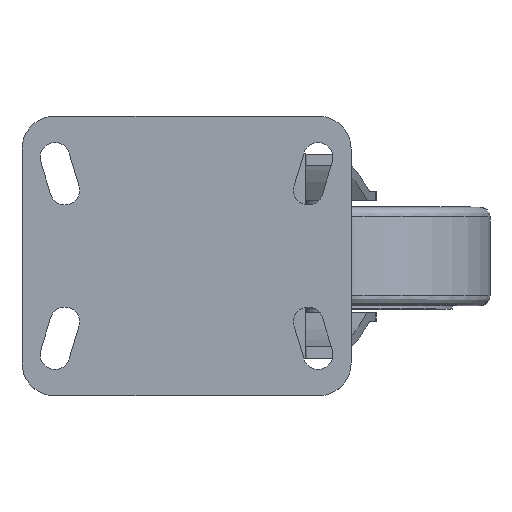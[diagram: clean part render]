
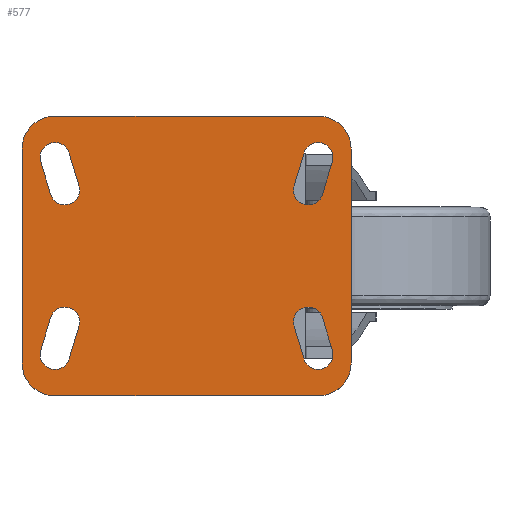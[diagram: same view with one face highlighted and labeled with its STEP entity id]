
A CAD part, top view. The second image highlights one B-rep face of the part: STEP entity #577.
In plain terms, the highlighted planar face has unit normal (0, 0, 1).
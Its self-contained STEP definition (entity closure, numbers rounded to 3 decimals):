
#9=CARTESIAN_POINT('',(40.,42.5,0.));
#10=VERTEX_POINT('',#9);
#17=CARTESIAN_POINT('',(50.,32.5,0.));
#18=VERTEX_POINT('',#17);
#19=CARTESIAN_POINT('',(40.,32.5,0.));
#20=DIRECTION('',(0.0,0.,-1.0));
#21=DIRECTION('',(1.0,0.0,0.0));
#22=AXIS2_PLACEMENT_3D('',#19,#20,#21);
#23=CIRCLE('',#22,10.);
#24=EDGE_CURVE('',#10,#18,#23,.T.);
#50=CARTESIAN_POINT('',(50.,-32.5,0.));
#51=VERTEX_POINT('',#50);
#52=CARTESIAN_POINT('',(50.,32.5,0.));
#53=DIRECTION('',(0.0,-1.0,0.0));
#54=VECTOR('',#53,65.);
#55=LINE('',#52,#54);
#56=EDGE_CURVE('',#18,#51,#55,.T.);
#81=CARTESIAN_POINT('',(40.,-42.5,0.));
#82=VERTEX_POINT('',#81);
#83=CARTESIAN_POINT('',(40.,-32.5,0.));
#84=DIRECTION('',(0.0,0.,-1.0));
#85=DIRECTION('',(1.0,0.0,0.0));
#86=AXIS2_PLACEMENT_3D('',#83,#84,#85);
#87=CIRCLE('',#86,10.);
#88=EDGE_CURVE('',#51,#82,#87,.T.);
#114=CARTESIAN_POINT('',(-40.,-42.5,0.));
#115=VERTEX_POINT('',#114);
#116=CARTESIAN_POINT('',(40.,-42.5,0.));
#117=DIRECTION('',(-1.0,0.0,0.0));
#118=VECTOR('',#117,80.);
#119=LINE('',#116,#118);
#120=EDGE_CURVE('',#82,#115,#119,.T.);
#145=CARTESIAN_POINT('',(-50.,-32.5,0.));
#146=VERTEX_POINT('',#145);
#147=CARTESIAN_POINT('',(-40.,-32.5,0.));
#148=DIRECTION('',(0.0,0.,-1.0));
#149=DIRECTION('',(1.0,0.0,0.0));
#150=AXIS2_PLACEMENT_3D('',#147,#148,#149);
#151=CIRCLE('',#150,10.);
#152=EDGE_CURVE('',#115,#146,#151,.T.);
#178=CARTESIAN_POINT('',(-50.,32.5,0.));
#179=VERTEX_POINT('',#178);
#180=CARTESIAN_POINT('',(-50.,-32.5,0.));
#181=DIRECTION('',(0.0,1.0,0.0));
#182=VECTOR('',#181,65.);
#183=LINE('',#180,#182);
#184=EDGE_CURVE('',#146,#179,#183,.T.);
#209=CARTESIAN_POINT('',(-40.,42.5,0.));
#210=VERTEX_POINT('',#209);
#211=CARTESIAN_POINT('',(-40.,32.5,0.));
#212=DIRECTION('',(0.0,0.,-1.0));
#213=DIRECTION('',(1.0,0.0,0.0));
#214=AXIS2_PLACEMENT_3D('',#211,#212,#213);
#215=CIRCLE('',#214,10.);
#216=EDGE_CURVE('',#179,#210,#215,.T.);
#242=CARTESIAN_POINT('',(-40.,42.5,0.));
#243=DIRECTION('',(1.0,0.0,0.0));
#244=VECTOR('',#243,80.);
#245=LINE('',#242,#244);
#246=EDGE_CURVE('',#210,#10,#245,.T.);
#418=CARTESIAN_POINT('',(-60.,51.,0.));
#419=DIRECTION('',(0.0,0.0,-1.0));
#420=DIRECTION('',(1.0,0.0,0.0));
#421=AXIS2_PLACEMENT_3D('',#418,#419,#420);
#422=PLANE('',#421);
#423=ORIENTED_EDGE('',*,*,#246,.F.);
#424=ORIENTED_EDGE('',*,*,#216,.F.);
#425=ORIENTED_EDGE('',*,*,#184,.F.);
#426=ORIENTED_EDGE('',*,*,#152,.F.);
#427=ORIENTED_EDGE('',*,*,#120,.F.);
#428=ORIENTED_EDGE('',*,*,#88,.F.);
#429=ORIENTED_EDGE('',*,*,#56,.F.);
#430=ORIENTED_EDGE('',*,*,#24,.F.);
#431=EDGE_LOOP('',(#423,#424,#425,#426,#427,#428,#429,#430));
#432=FACE_OUTER_BOUND('',#431,.T.);
#433=CARTESIAN_POINT('',(-44.31,28.707,0.));
#434=VERTEX_POINT('',#433);
#435=CARTESIAN_POINT('',(-41.31,18.707,0.));
#436=VERTEX_POINT('',#435);
#437=CARTESIAN_POINT('',(-44.31,28.707,0.));
#438=DIRECTION('',(0.287,-0.958,0.));
#439=VECTOR('',#438,10.44);
#440=LINE('',#437,#439);
#441=EDGE_CURVE('',#434,#436,#440,.T.);
#442=ORIENTED_EDGE('',*,*,#441,.F.);
#443=CARTESIAN_POINT('',(-35.69,31.293,0.));
#444=VERTEX_POINT('',#443);
#445=CARTESIAN_POINT('',(-40.,30.,0.));
#446=DIRECTION('',(0.,0.,1.));
#447=DIRECTION('',(0.958,0.287,0.));
#448=AXIS2_PLACEMENT_3D('',#445,#446,#447);
#449=CIRCLE('',#448,4.5);
#450=EDGE_CURVE('',#444,#434,#449,.T.);
#451=ORIENTED_EDGE('',*,*,#450,.F.);
#452=CARTESIAN_POINT('',(-32.69,21.293,0.));
#453=VERTEX_POINT('',#452);
#454=CARTESIAN_POINT('',(-32.69,21.293,0.));
#455=DIRECTION('',(-0.287,0.958,0.));
#456=VECTOR('',#455,10.44);
#457=LINE('',#454,#456);
#458=EDGE_CURVE('',#453,#444,#457,.T.);
#459=ORIENTED_EDGE('',*,*,#458,.F.);
#460=CARTESIAN_POINT('',(-37.,20.,0.));
#461=DIRECTION('',(0.,0.,1.));
#462=DIRECTION('',(-0.958,-0.287,0.));
#463=AXIS2_PLACEMENT_3D('',#460,#461,#462);
#464=CIRCLE('',#463,4.5);
#465=EDGE_CURVE('',#436,#453,#464,.T.);
#466=ORIENTED_EDGE('',*,*,#465,.F.);
#467=EDGE_LOOP('',(#442,#451,#459,#466));
#468=FACE_BOUND('',#467,.T.);
#469=CARTESIAN_POINT('',(-32.69,-21.293,0.));
#470=VERTEX_POINT('',#469);
#471=CARTESIAN_POINT('',(-41.31,-18.707,0.));
#472=VERTEX_POINT('',#471);
#473=CARTESIAN_POINT('',(-37.,-20.,0.));
#474=DIRECTION('',(0.0,0.,1.0));
#475=DIRECTION('',(-0.958,0.287,0.));
#476=AXIS2_PLACEMENT_3D('',#473,#474,#475);
#477=CIRCLE('',#476,4.5);
#478=EDGE_CURVE('',#470,#472,#477,.T.);
#479=ORIENTED_EDGE('',*,*,#478,.F.);
#480=CARTESIAN_POINT('',(-35.69,-31.293,0.));
#481=VERTEX_POINT('',#480);
#482=CARTESIAN_POINT('',(-35.69,-31.293,0.));
#483=DIRECTION('',(0.287,0.958,0.));
#484=VECTOR('',#483,10.44);
#485=LINE('',#482,#484);
#486=EDGE_CURVE('',#481,#470,#485,.T.);
#487=ORIENTED_EDGE('',*,*,#486,.F.);
#488=CARTESIAN_POINT('',(-44.31,-28.707,0.));
#489=VERTEX_POINT('',#488);
#490=CARTESIAN_POINT('',(-40.,-30.,0.));
#491=DIRECTION('',(0.,0.,1.));
#492=DIRECTION('',(0.958,-0.287,0.));
#493=AXIS2_PLACEMENT_3D('',#490,#491,#492);
#494=CIRCLE('',#493,4.5);
#495=EDGE_CURVE('',#489,#481,#494,.T.);
#496=ORIENTED_EDGE('',*,*,#495,.F.);
#497=CARTESIAN_POINT('',(-41.31,-18.707,0.));
#498=DIRECTION('',(-0.287,-0.958,0.));
#499=VECTOR('',#498,10.44);
#500=LINE('',#497,#499);
#501=EDGE_CURVE('',#472,#489,#500,.T.);
#502=ORIENTED_EDGE('',*,*,#501,.F.);
#503=EDGE_LOOP('',(#479,#487,#496,#502));
#504=FACE_BOUND('',#503,.T.);
#505=CARTESIAN_POINT('',(44.31,-28.707,0.));
#506=VERTEX_POINT('',#505);
#507=CARTESIAN_POINT('',(41.31,-18.707,0.));
#508=VERTEX_POINT('',#507);
#509=CARTESIAN_POINT('',(44.31,-28.707,0.));
#510=DIRECTION('',(-0.287,0.958,0.));
#511=VECTOR('',#510,10.44);
#512=LINE('',#509,#511);
#513=EDGE_CURVE('',#506,#508,#512,.T.);
#514=ORIENTED_EDGE('',*,*,#513,.F.);
#515=CARTESIAN_POINT('',(35.69,-31.293,0.));
#516=VERTEX_POINT('',#515);
#517=CARTESIAN_POINT('',(40.,-30.,0.));
#518=DIRECTION('',(0.0,0.,1.0));
#519=DIRECTION('',(0.958,0.287,0.));
#520=AXIS2_PLACEMENT_3D('',#517,#518,#519);
#521=CIRCLE('',#520,4.5);
#522=EDGE_CURVE('',#516,#506,#521,.T.);
#523=ORIENTED_EDGE('',*,*,#522,.F.);
#524=CARTESIAN_POINT('',(32.69,-21.293,0.));
#525=VERTEX_POINT('',#524);
#526=CARTESIAN_POINT('',(32.69,-21.293,0.));
#527=DIRECTION('',(0.287,-0.958,0.));
#528=VECTOR('',#527,10.44);
#529=LINE('',#526,#528);
#530=EDGE_CURVE('',#525,#516,#529,.T.);
#531=ORIENTED_EDGE('',*,*,#530,.F.);
#532=CARTESIAN_POINT('',(37.,-20.,0.));
#533=DIRECTION('',(0.0,0.,1.));
#534=DIRECTION('',(-0.958,-0.287,0.));
#535=AXIS2_PLACEMENT_3D('',#532,#533,#534);
#536=CIRCLE('',#535,4.5);
#537=EDGE_CURVE('',#508,#525,#536,.T.);
#538=ORIENTED_EDGE('',*,*,#537,.F.);
#539=EDGE_LOOP('',(#514,#523,#531,#538));
#540=FACE_BOUND('',#539,.T.);
#541=CARTESIAN_POINT('',(32.69,21.293,0.));
#542=VERTEX_POINT('',#541);
#543=CARTESIAN_POINT('',(41.31,18.707,0.));
#544=VERTEX_POINT('',#543);
#545=CARTESIAN_POINT('',(37.,20.,0.));
#546=DIRECTION('',(0.0,0.,1.0));
#547=DIRECTION('',(0.958,-0.287,0.));
#548=AXIS2_PLACEMENT_3D('',#545,#546,#547);
#549=CIRCLE('',#548,4.5);
#550=EDGE_CURVE('',#542,#544,#549,.T.);
#551=ORIENTED_EDGE('',*,*,#550,.F.);
#552=CARTESIAN_POINT('',(35.69,31.293,0.));
#553=VERTEX_POINT('',#552);
#554=CARTESIAN_POINT('',(35.69,31.293,0.));
#555=DIRECTION('',(-0.287,-0.958,0.));
#556=VECTOR('',#555,10.44);
#557=LINE('',#554,#556);
#558=EDGE_CURVE('',#553,#542,#557,.T.);
#559=ORIENTED_EDGE('',*,*,#558,.F.);
#560=CARTESIAN_POINT('',(44.31,28.707,0.));
#561=VERTEX_POINT('',#560);
#562=CARTESIAN_POINT('',(40.,30.,0.));
#563=DIRECTION('',(0.0,0.,1.));
#564=DIRECTION('',(-0.958,0.287,0.));
#565=AXIS2_PLACEMENT_3D('',#562,#563,#564);
#566=CIRCLE('',#565,4.5);
#567=EDGE_CURVE('',#561,#553,#566,.T.);
#568=ORIENTED_EDGE('',*,*,#567,.F.);
#569=CARTESIAN_POINT('',(41.31,18.707,0.));
#570=DIRECTION('',(0.287,0.958,0.));
#571=VECTOR('',#570,10.44);
#572=LINE('',#569,#571);
#573=EDGE_CURVE('',#544,#561,#572,.T.);
#574=ORIENTED_EDGE('',*,*,#573,.F.);
#575=EDGE_LOOP('',(#551,#559,#568,#574));
#576=FACE_BOUND('',#575,.T.);
#577=ADVANCED_FACE('',(#432,#468,#504,#540,#576),#422,.F.);
